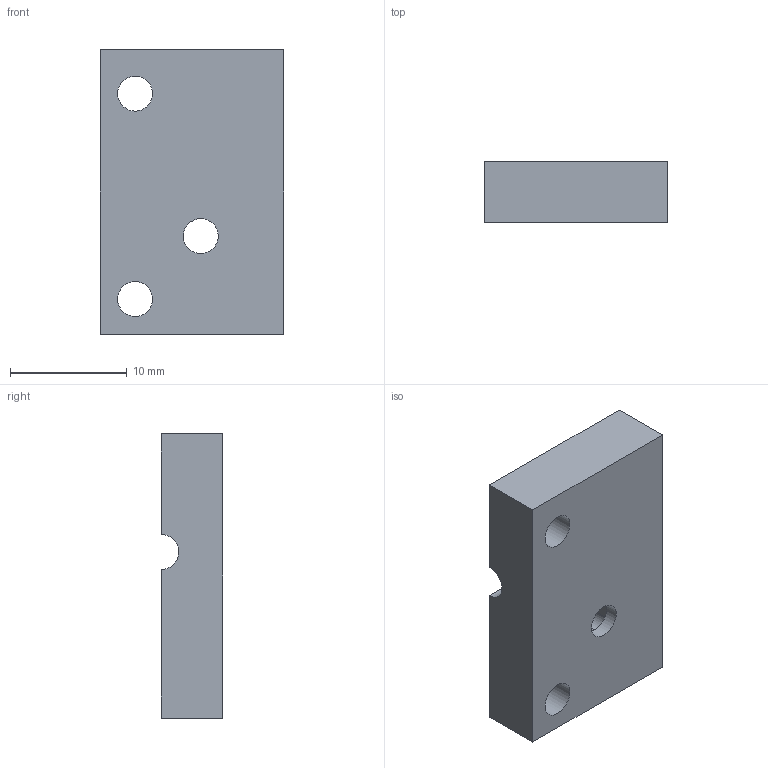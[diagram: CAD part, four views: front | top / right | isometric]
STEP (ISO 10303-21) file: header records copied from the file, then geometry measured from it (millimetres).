
FILE_DESCRIPTION(/* description */ ('STEP AP214'),/* implementation_level */ '2;1');
FILE_NAME(/* name */ '2.1 Hindfoot base lower Metal - Copy.stp',/* time_stamp */ '2023-04-15T22:08:04+06:00',/* author */ ('shailesh suthar'),/* organization */ (''),/* preprocessor_version */ 'ST-DEVELOPER v18.1',/* originating_system */ 'Autodesk Inventor 2022',/* authorisation */ '');
FILE_SCHEMA (('AUTOMOTIVE_DESIGN { 1 0 10303 214 3 1 1 }'));
Length unit declared in the file: millimetre
Products named in the file (1): 2.1 Hindfoot base lower Metal - Copy
Bounding box: 15.75 x 5.25 x 24.38 mm (x, y, z)
Volume: 1565.6 mm3; surface area: 1416.5 mm2
Topology: 1 solids, 1 shells, 29 faces, 77 edges, 52 vertices
Faces by surface type: plane 18, cylinder 11
Full cylindrical faces by diameter (mm): 3 x3
Entity records: 1026 total; most frequent: CARTESIAN_POINT 185, DIRECTION 159, ORIENTED_EDGE 154, EDGE_CURVE 77, AXIS2_PLACEMENT_3D 54, VERTEX_POINT 52, LINE 51, VECTOR 51
